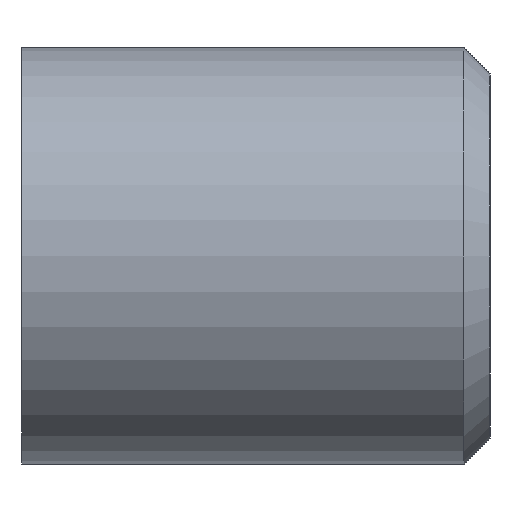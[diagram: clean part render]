
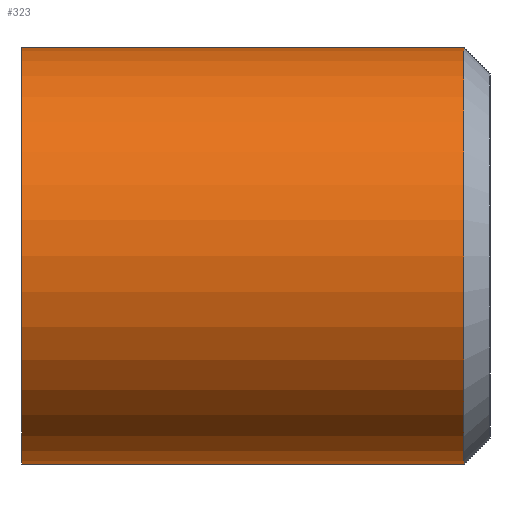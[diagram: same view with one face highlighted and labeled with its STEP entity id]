
A CAD part, left-side view. The second image highlights one B-rep face of the part: STEP entity #323.
In plain terms, the highlighted cylindrical face has radius 8 mm (diameter 16 mm), a partial arc.
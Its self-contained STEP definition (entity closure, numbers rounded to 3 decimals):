
#323=ADVANCED_FACE('',(#636),#638,.T.);
#636=FACE_BOUND('',#637,.T.);
#637=EDGE_LOOP('',(#1438,#1439,#1440,#1441));
#638=CYLINDRICAL_SURFACE('',#639,8.);
#639=AXIS2_PLACEMENT_3D('',#640,#641,#642);
#640=CARTESIAN_POINT('',(-12.925,-9.,8.));
#641=DIRECTION('',(0.,1.,0.));
#642=DIRECTION('',(0.,0.,-1.));
#1438=ORIENTED_EDGE('',*,*,#1926,.T.);
#1439=ORIENTED_EDGE('',*,*,#1971,.T.);
#1440=ORIENTED_EDGE('',*,*,#1874,.F.);
#1441=ORIENTED_EDGE('',*,*,#1826,.F.);
#1826=EDGE_CURVE('',#2149,#2150,#2151,.T.);
#1874=EDGE_CURVE('',#2150,#2244,#2245,.T.);
#1926=EDGE_CURVE('',#2149,#2322,#2327,.T.);
#1971=EDGE_CURVE('',#2322,#2244,#2404,.T.);
#2149=VERTEX_POINT('',#2696);
#2150=VERTEX_POINT('',#2697);
#2151=LINE('',#2698,#2699);
#2244=VERTEX_POINT('',#2907);
#2245=CIRCLE('',#2908,8.);
#2322=VERTEX_POINT('',#3091);
#2327=CIRCLE('',#3103,8.);
#2404=LINE('',#3271,#3272);
#2696=CARTESIAN_POINT('',(-12.925,-8.,0.));
#2697=CARTESIAN_POINT('',(-12.925,9.,0.));
#2698=CARTESIAN_POINT('',(-12.925,-8.,0.));
#2699=VECTOR('',#2700,1.);
#2700=DIRECTION('',(0.,1.,0.));
#2907=CARTESIAN_POINT('',(-12.925,9.,16.));
#2908=AXIS2_PLACEMENT_3D('',#2909,#2910,#2911);
#2909=CARTESIAN_POINT('',(-12.925,9.,8.));
#2910=DIRECTION('',(0.,1.,0.));
#2911=DIRECTION('',(0.,0.,-1.));
#3091=CARTESIAN_POINT('',(-12.925,-8.,16.));
#3103=AXIS2_PLACEMENT_3D('',#3104,#3105,#3106);
#3104=CARTESIAN_POINT('',(-12.925,-8.,8.));
#3105=DIRECTION('',(0.,1.,0.));
#3106=DIRECTION('',(0.,0.,-1.));
#3271=CARTESIAN_POINT('',(-12.925,-8.,16.));
#3272=VECTOR('',#3273,1.);
#3273=DIRECTION('',(0.,1.,0.));
